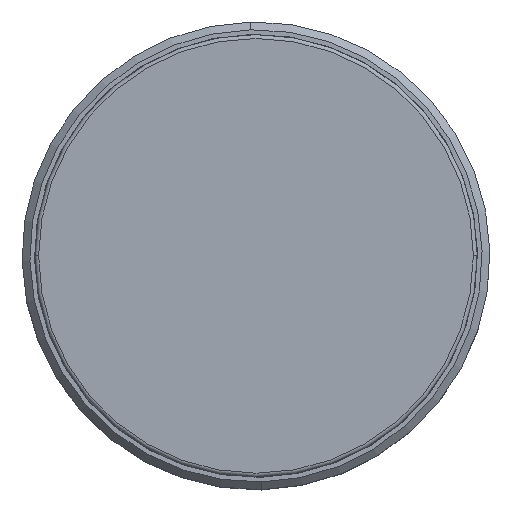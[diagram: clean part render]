
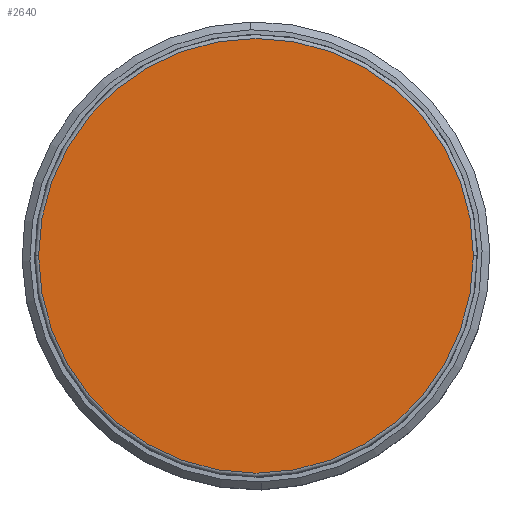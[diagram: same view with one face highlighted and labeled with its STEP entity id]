
A CAD part, top view. The second image highlights one B-rep face of the part: STEP entity #2640.
In plain terms, the highlighted planar face has unit normal (0, 0, 1).
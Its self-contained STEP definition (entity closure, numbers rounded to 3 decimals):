
#1945 = EDGE_LOOP ( 'NONE', ( #2188, #2127 ) ) ;
#2127 = ORIENTED_EDGE ( 'NONE', *, *, #5152, .T. ) ;
#2188 = ORIENTED_EDGE ( 'NONE', *, *, #5082, .T. ) ;
#2640 = ADVANCED_FACE ( 'NONE', ( #5545 ), #8143, .T. ) ;
#4523 = AXIS2_PLACEMENT_3D ( 'NONE', #9946, #9948, #9949 ) ;
#4866 = AXIS2_PLACEMENT_3D ( 'NONE', #8142, #8152, #8153 ) ;
#4876 = AXIS2_PLACEMENT_3D ( 'NONE', #9989, #10011, #10012 ) ;
#5082 = EDGE_CURVE ( 'NONE', #7464, #7435, #5834, .T. ) ;
#5152 = EDGE_CURVE ( 'NONE', #7435, #7464, #5813, .T. ) ;
#5545 = FACE_OUTER_BOUND ( 'NONE', #1945, .T. ) ;
#5813 = CIRCLE ( 'NONE', #4876, 27.878 ) ;
#5834 = CIRCLE ( 'NONE', #4523, 27.878 ) ;
#7435 = VERTEX_POINT ( 'NONE', #10132 ) ;
#7464 = VERTEX_POINT ( 'NONE', #10161 ) ;
#8142 = CARTESIAN_POINT ( 'NONE',  ( 0., 0., 90.1 ) ) ;
#8143 = PLANE ( 'NONE',  #4866 ) ;
#8152 = DIRECTION ( 'NONE',  ( 0., 0., 1. ) ) ;
#8153 = DIRECTION ( 'NONE',  ( 1., 0., 0. ) ) ;
#9946 = CARTESIAN_POINT ( 'NONE',  ( 0., 0., 90.1 ) ) ;
#9948 = DIRECTION ( 'NONE',  ( 0., 0., 1. ) ) ;
#9949 = DIRECTION ( 'NONE',  ( 1., 0., 0. ) ) ;
#9989 = CARTESIAN_POINT ( 'NONE',  ( 0., 0., 90.1 ) ) ;
#10011 = DIRECTION ( 'NONE',  ( 0., 0., 1. ) ) ;
#10012 = DIRECTION ( 'NONE',  ( 1., 0., 0. ) ) ;
#10132 = CARTESIAN_POINT ( 'NONE',  ( -27.878, 0., 90.1 ) ) ;
#10161 = CARTESIAN_POINT ( 'NONE',  ( 27.878, 0., 90.1 ) ) ;
